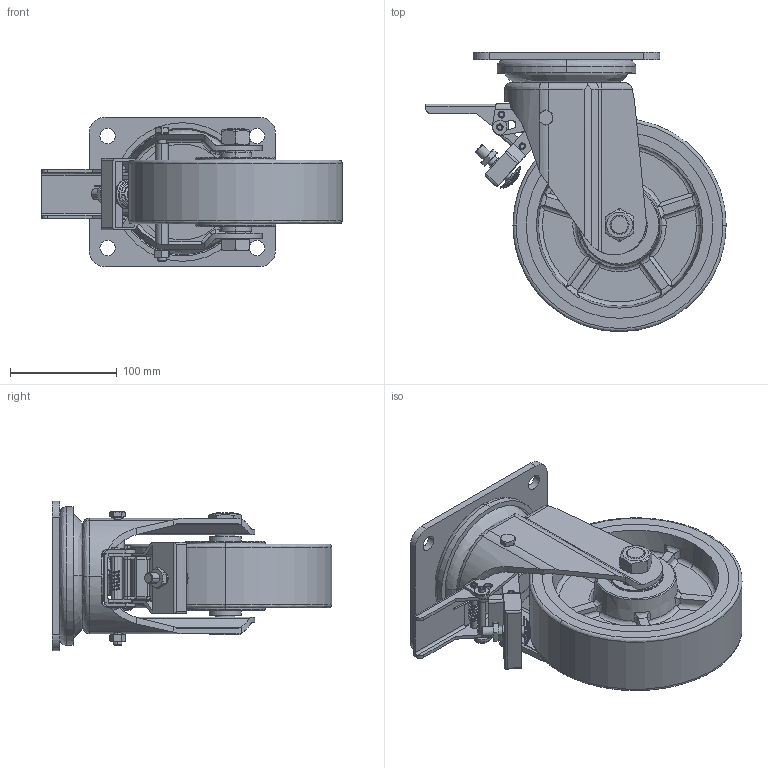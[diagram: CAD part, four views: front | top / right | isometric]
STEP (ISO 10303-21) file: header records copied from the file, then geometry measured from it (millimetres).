
FILE_DESCRIPTION (( 'STEP AP214' ), '1' );
FILE_NAME ('0012046.step', '2024-04-19T07:55:19', ( '' ), ( '' ), 'SwSTEP 2.0', 'SolidWorks 2020', '' );
FILE_SCHEMA (( 'AUTOMOTIVE_DESIGN' ));
Length unit declared in the file: millimetre
Products named in the file (1): 0012046
Bounding box: 281.7 x 262.04 x 140.01 mm (x, y, z)
Surface area: 567474.6 mm2 (no closed solid volume)
Topology: 0 solids, 84 shells, 1134 faces, 3035 edges, 1893 vertices
Faces by surface type: bspline 351, cylinder 350, plane 318, cone 115
Entity records: 89220 total; most frequent: CARTESIAN_POINT 50882, ORIENTED_EDGE 5576, DIRECTION 4687, EDGE_CURVE 2797, AXIS2_PLACEMENT_3D 1914, VERTEX_POINT 1875, EDGE_LOOP 1296, UNCERTAINTY_MEASURE_WITH_UNIT 1210
